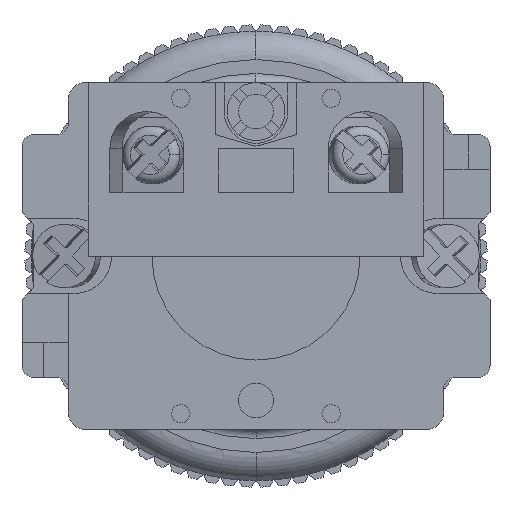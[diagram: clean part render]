
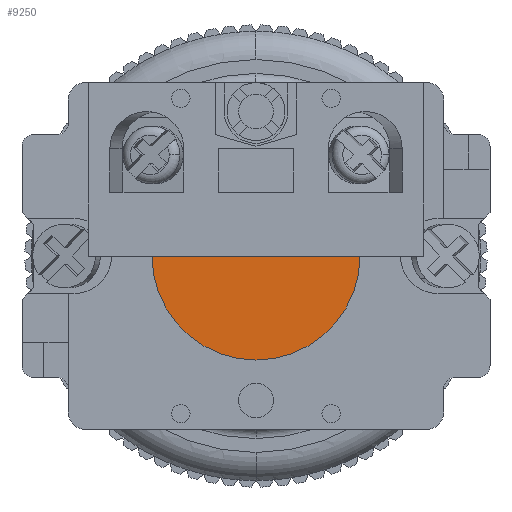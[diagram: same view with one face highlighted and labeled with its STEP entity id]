
A CAD part, front view. The second image highlights one B-rep face of the part: STEP entity #9250.
In plain terms, the highlighted planar face has unit normal (0, -1, 0).
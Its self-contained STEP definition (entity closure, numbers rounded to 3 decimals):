
#1767 = EDGE_CURVE ( 'NONE', #13245, #2008, #12169, .T. ) ;
#1843 = DIRECTION ( 'NONE',  ( 0., 0., -1. ) ) ;
#2008 = VERTEX_POINT ( 'NONE', #3361 ) ;
#2446 = AXIS2_PLACEMENT_3D ( 'NONE', #8850, #8868, #8817 ) ;
#3023 = DIRECTION ( 'NONE',  ( 0., -1., 0. ) ) ;
#3348 = ORIENTED_EDGE ( 'NONE', *, *, #9030, .T. ) ;
#3361 = CARTESIAN_POINT ( 'NONE',  ( 0., 6., 9. ) ) ;
#5260 = ORIENTED_EDGE ( 'NONE', *, *, #1767, .T. ) ;
#7514 = CIRCLE ( 'NONE', #20052, 9. ) ;
#8817 = DIRECTION ( 'NONE',  ( 0., 0., -1. ) ) ;
#8850 = CARTESIAN_POINT ( 'NONE',  ( 0., 6., 0. ) ) ;
#8868 = DIRECTION ( 'NONE',  ( 0., -1., 0. ) ) ;
#9030 = EDGE_CURVE ( 'NONE', #2008, #13245, #7514, .T. ) ;
#9250 = ADVANCED_FACE ( 'NONE', ( #21562 ), #23342, .T. ) ;
#11789 = CARTESIAN_POINT ( 'NONE',  ( 0., 6., 0. ) ) ;
#12169 = CIRCLE ( 'NONE', #2446, 9. ) ;
#13245 = VERTEX_POINT ( 'NONE', #21543 ) ;
#13771 = DIRECTION ( 'NONE',  ( 0., -1., 0. ) ) ;
#14870 = CARTESIAN_POINT ( 'NONE',  ( 0., 6., 0. ) ) ;
#16805 = DIRECTION ( 'NONE',  ( 0., 0., -1. ) ) ;
#19730 = AXIS2_PLACEMENT_3D ( 'NONE', #11789, #13771, #1843 ) ;
#20052 = AXIS2_PLACEMENT_3D ( 'NONE', #14870, #3023, #16805 ) ;
#21159 = EDGE_LOOP ( 'NONE', ( #5260, #3348 ) ) ;
#21543 = CARTESIAN_POINT ( 'NONE',  ( 0., 6., -9. ) ) ;
#21562 = FACE_OUTER_BOUND ( 'NONE', #21159, .T. ) ;
#23342 = PLANE ( 'NONE',  #19730 ) ;
